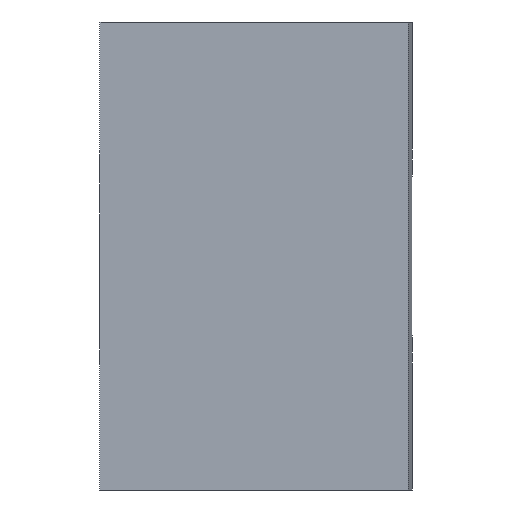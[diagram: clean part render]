
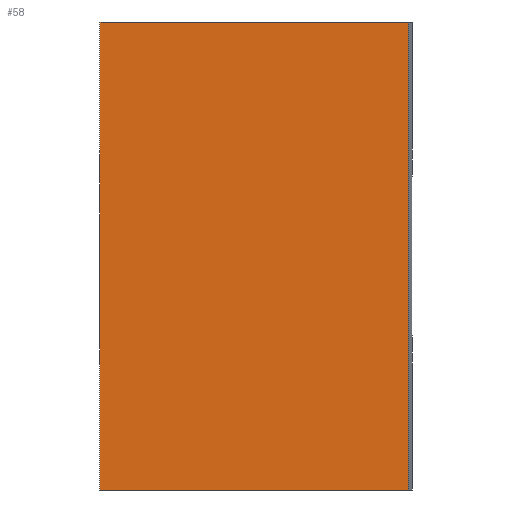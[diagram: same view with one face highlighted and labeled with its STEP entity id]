
A CAD part, left-side view. The second image highlights one B-rep face of the part: STEP entity #58.
In plain terms, the highlighted planar face has unit normal (-1, 0, 0).
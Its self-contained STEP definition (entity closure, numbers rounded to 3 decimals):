
#58 = ADVANCED_FACE( '', ( #114 ), #115, .F. );
#114 = FACE_OUTER_BOUND( '', #164, .T. );
#115 = PLANE( '', #165 );
#164 = EDGE_LOOP( '', ( #273, #274, #275, #276 ) );
#165 = AXIS2_PLACEMENT_3D( '', #277, #278, #279 );
#273 = ORIENTED_EDGE( '', *, *, #311, .T. );
#274 = ORIENTED_EDGE( '', *, *, #356, .F. );
#275 = ORIENTED_EDGE( '', *, *, #358, .F. );
#276 = ORIENTED_EDGE( '', *, *, #322, .T. );
#277 = CARTESIAN_POINT( '', ( 0., 0., 6. ) );
#278 = DIRECTION( '', ( 1., 0., 0. ) );
#279 = DIRECTION( '', ( 0., 0., -1. ) );
#311 = EDGE_CURVE( '', #364, #365, #366, .T. );
#322 = EDGE_CURVE( '', #385, #364, #386, .T. );
#356 = EDGE_CURVE( '', #433, #365, #435, .T. );
#358 = EDGE_CURVE( '', #385, #433, #437, .T. );
#364 = VERTEX_POINT( '', #443 );
#365 = VERTEX_POINT( '', #444 );
#366 = LINE( '', #445, #446 );
#385 = VERTEX_POINT( '', #470 );
#386 = LINE( '', #471, #472 );
#433 = VERTEX_POINT( '', #556 );
#435 = LINE( '', #558, #559 );
#437 = LINE( '', #561, #562 );
#443 = CARTESIAN_POINT( '', ( 0., 0., -6. ) );
#444 = CARTESIAN_POINT( '', ( 0., -7.909, -6. ) );
#445 = CARTESIAN_POINT( '', ( 0., 0., -6. ) );
#446 = VECTOR( '', #567, 1000. );
#470 = CARTESIAN_POINT( '', ( 0., 0., 6. ) );
#471 = CARTESIAN_POINT( '', ( 0., 0., 6. ) );
#472 = VECTOR( '', #585, 1000. );
#556 = CARTESIAN_POINT( '', ( 0., -7.909, 6. ) );
#558 = CARTESIAN_POINT( '', ( 0., -7.909, 6. ) );
#559 = VECTOR( '', #618, 1000. );
#561 = CARTESIAN_POINT( '', ( 0., 0., 6. ) );
#562 = VECTOR( '', #619, 1000. );
#567 = DIRECTION( '', ( 0., -1., 0. ) );
#585 = DIRECTION( '', ( 0., 0., -1. ) );
#618 = DIRECTION( '', ( 0., 0., -1. ) );
#619 = DIRECTION( '', ( 0., -1., 0. ) );
